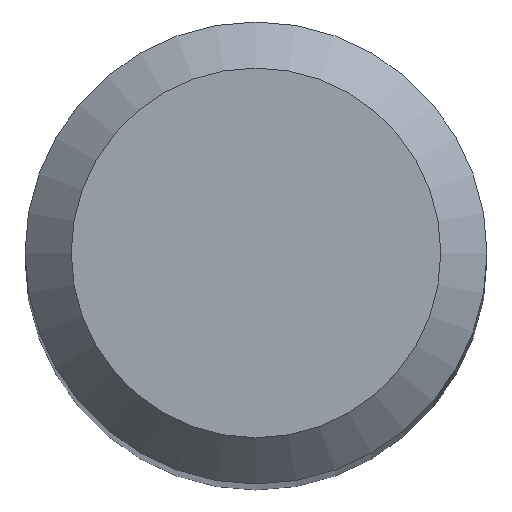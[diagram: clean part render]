
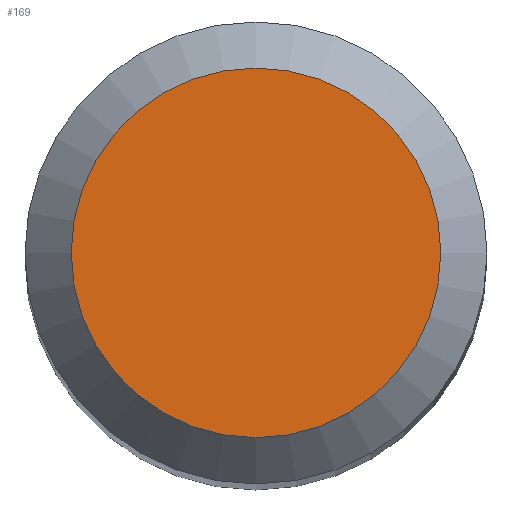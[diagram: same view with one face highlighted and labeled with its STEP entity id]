
A CAD part, top view. The second image highlights one B-rep face of the part: STEP entity #169.
In plain terms, the highlighted planar face has unit normal (0, 0, 1).
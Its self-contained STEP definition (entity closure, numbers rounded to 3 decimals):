
#1 = ORIENTED_EDGE ( 'NONE', *, *, #102, .F. ) ;
#16 = VERTEX_POINT ( 'NONE', #152 ) ;
#33 = DIRECTION ( 'NONE',  ( 0., 0., -1. ) ) ;
#37 = CIRCLE ( 'NONE', #42, 1.2 ) ;
#42 = AXIS2_PLACEMENT_3D ( 'NONE', #264, #74, #261 ) ;
#53 = DIRECTION ( 'NONE',  ( 0., 1., 0. ) ) ;
#74 = DIRECTION ( 'NONE',  ( 0., 0., -1. ) ) ;
#75 = PLANE ( 'NONE',  #103 ) ;
#102 = EDGE_CURVE ( 'NONE', #16, #16, #37, .T. ) ;
#103 = AXIS2_PLACEMENT_3D ( 'NONE', #166, #33, #53 ) ;
#152 = CARTESIAN_POINT ( 'NONE',  ( 0., 1.2, 38. ) ) ;
#161 = FACE_OUTER_BOUND ( 'NONE', #230, .T. ) ;
#166 = CARTESIAN_POINT ( 'NONE',  ( 0., 0., 38. ) ) ;
#169 = ADVANCED_FACE ( 'NONE', ( #161 ), #75, .F. ) ;
#230 = EDGE_LOOP ( 'NONE', ( #1 ) ) ;
#261 = DIRECTION ( 'NONE',  ( 0., 1., 0. ) ) ;
#264 = CARTESIAN_POINT ( 'NONE',  ( 0., 0., 38. ) ) ;
